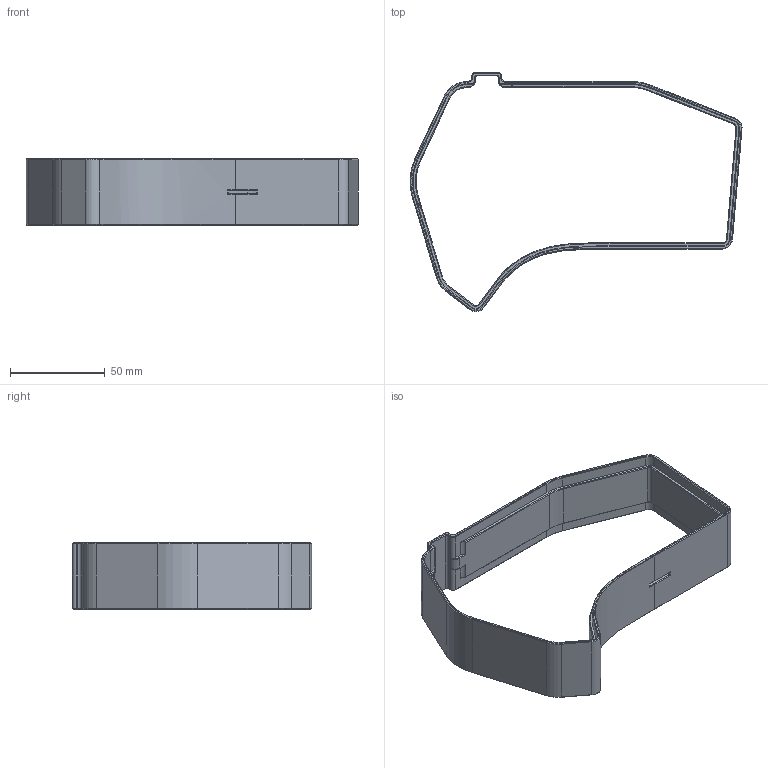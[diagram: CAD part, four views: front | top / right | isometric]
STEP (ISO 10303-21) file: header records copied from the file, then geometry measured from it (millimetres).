
FILE_DESCRIPTION(/* description */ (''),/* implementation_level */ '2;1');
FILE_NAME(/* name */ 'Birdy44 v50-Transport.step',/* time_stamp */ '2023-09-28T12:35:58+02:00',/* author */ (''),/* organization */ (''),/* preprocessor_version */ 'ST-DEVELOPER v20',/* originating_system */ 'Autodesk Translation Framework v12.14.0.127',/* authorisation */ '');
FILE_SCHEMA (('AUTOMOTIVE_DESIGN { 1 0 10303 214 3 1 1 }'));
Length unit declared in the file: millimetre
Products named in the file (2): Birdy44; Transport
Assembly tree (1 placements, depth 2):
  Birdy44
    Transport
Bounding box: 175.33 x 126.3 x 35 mm (x, y, z)
Volume: 43891.9 mm3; surface area: 37930.8 mm2
Topology: 1 solids, 1 shells, 262 faces, 636 edges, 374 vertices
Faces by surface type: plane 128, cone 62, cylinder 42, bspline 30
Entity records: 9942 total; most frequent: CARTESIAN_POINT 3937, ORIENTED_EDGE 1272, DIRECTION 1182, EDGE_CURVE 636, LINE 412, VECTOR 412, AXIS2_PLACEMENT_3D 385, VERTEX_POINT 374
